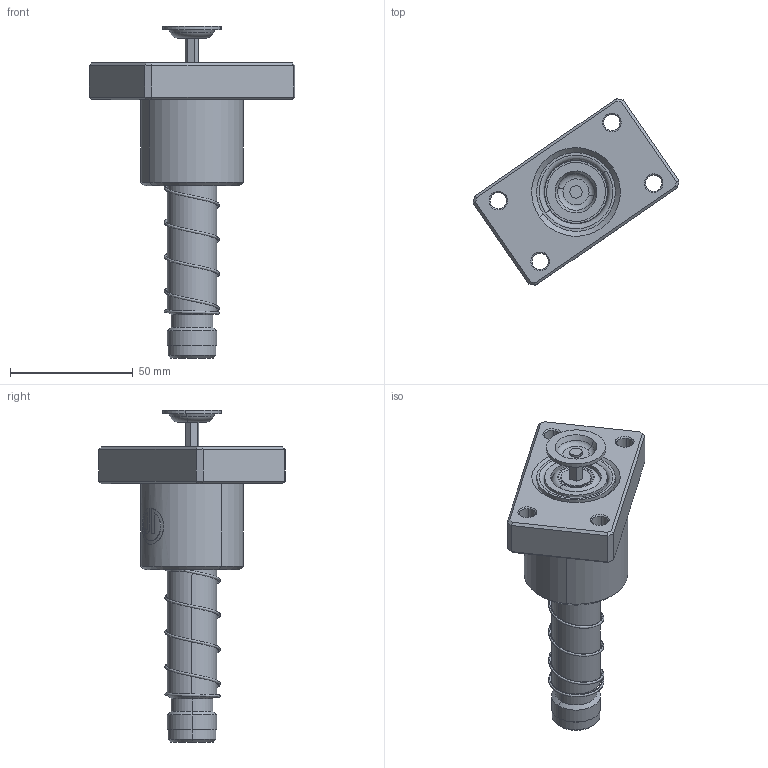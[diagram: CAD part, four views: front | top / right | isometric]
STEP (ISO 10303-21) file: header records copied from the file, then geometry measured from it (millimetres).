
FILE_DESCRIPTION (( 'STEP AP214' ), '1' );
FILE_NAME ('FMJ FMS-D20-L120.STEP', '2021-09-17T06:18:58', ( '' ), ( '' ), 'SwSTEP 2.0', 'SolidWorks 2016', '' );
FILE_SCHEMA (( 'AUTOMOTIVE_DESIGN' ));
Length unit declared in the file: millimetre
Products named in the file (120): SAB-20; BALL-D3; HWP-D22.5-d20.5-L50; GTM-3-縐种; BJ BS-25.5-20.5郪蚾; FMJ FMS-D20-L120; GTM-24; MGM-D20-L120; BJ BS-25.5-20.5; SAB-20-1; GTM-M10蹟簽; GTM-24郪蚾
Assembly tree (112 placements, depth 3):
  SAB-20
  BALL-D3
  BALL-D3
  BALL-D3
  BALL-D3
Bounding box: 83.63 x 75.95 x 135 mm (x, y, z)
Volume: 113801 mm3; surface area: 53336 mm2
Topology: 104 solids, 104 shells, 579 faces, 2225 edges, 1470 vertices
Faces by surface type: sphere 384, plane 70, cylinder 56, cone 36, bspline 21, torus 12
Entity records: 25720 total; most frequent: CARTESIAN_POINT 13708, ORIENTED_EDGE 2116, DIRECTION 1903, EDGE_CURVE 1058, AXIS2_PLACEMENT_3D 842, VERTEX_POINT 682, EDGE_LOOP 594, B_SPLINE_CURVE_WITH_KNOTS 460
